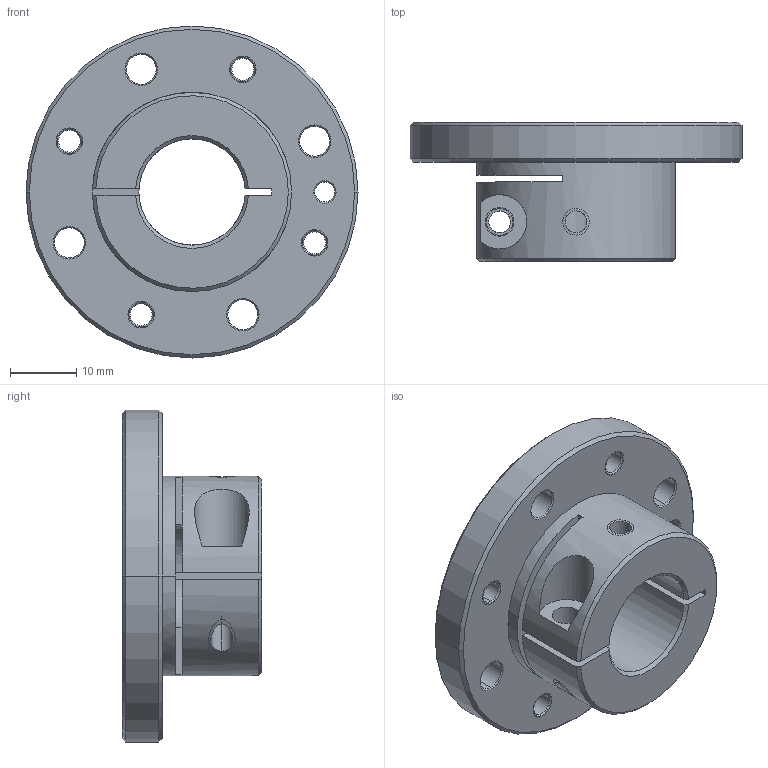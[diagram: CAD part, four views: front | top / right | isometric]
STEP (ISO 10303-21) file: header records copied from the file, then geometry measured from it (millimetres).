
FILE_DESCRIPTION((''),'2;1');
FILE_NAME('2204151200','2021-07-14T11:41:04',('ASUS'),(''),'CREO PARAMETRIC BY PTC INC, 2017260','CREO PARAMETRIC BY PTC INC, 2017260','');
FILE_SCHEMA(('CONFIG_CONTROL_DESIGN'));
Length unit declared in the file: millimetre
Products named in the file (1): 2204151200
Bounding box: 50 x 21 x 50 mm (x, y, z)
Volume: 16631.7 mm3; surface area: 8624.1 mm2
Topology: 1 solids, 7 shells, 100 faces, 253 edges, 156 vertices
Faces by surface type: cone 44, cylinder 42, plane 14
Entity records: 3296 total; most frequent: CARTESIAN_POINT 757, DIRECTION 555, ORIENTED_EDGE 480, EDGE_CURVE 253, AXIS2_PLACEMENT_3D 224, VERTEX_POINT 156, EDGE_LOOP 127, CIRCLE 123
